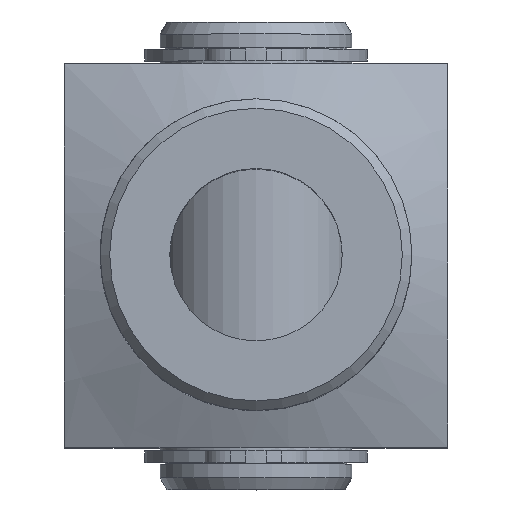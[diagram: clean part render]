
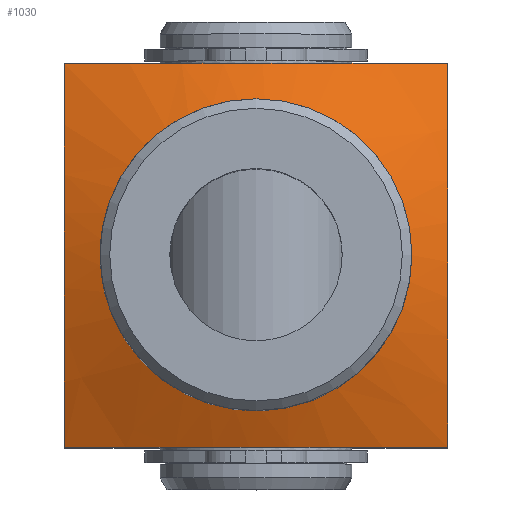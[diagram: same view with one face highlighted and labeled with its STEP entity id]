
A CAD part, top view. The second image highlights one B-rep face of the part: STEP entity #1030.
In plain terms, the highlighted conical face has half-angle 67.438 degrees and reference radius 17.814 mm.
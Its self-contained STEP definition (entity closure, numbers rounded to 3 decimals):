
#18=(
BOUNDED_CURVE()
B_SPLINE_CURVE(2,(#1664,#1665,#1666),.UNSPECIFIED.,.F.,.F.)
B_SPLINE_CURVE_WITH_KNOTS((3,3),(0.,3.247),.UNSPECIFIED.)
CURVE()
GEOMETRIC_REPRESENTATION_ITEM()
RATIONAL_B_SPLINE_CURVE((1.,1.414,1.))
REPRESENTATION_ITEM('')
);
#19=(
BOUNDED_CURVE()
B_SPLINE_CURVE(2,(#1668,#1669,#1670),.UNSPECIFIED.,.F.,.F.)
B_SPLINE_CURVE_WITH_KNOTS((3,3),(0.,3.247),.UNSPECIFIED.)
CURVE()
GEOMETRIC_REPRESENTATION_ITEM()
RATIONAL_B_SPLINE_CURVE((1.,1.414,1.))
REPRESENTATION_ITEM('')
);
#20=(
BOUNDED_CURVE()
B_SPLINE_CURVE(2,(#1672,#1673,#1674),.UNSPECIFIED.,.F.,.F.)
B_SPLINE_CURVE_WITH_KNOTS((3,3),(0.,3.247),.UNSPECIFIED.)
CURVE()
GEOMETRIC_REPRESENTATION_ITEM()
RATIONAL_B_SPLINE_CURVE((1.,1.414,1.))
REPRESENTATION_ITEM('')
);
#21=(
BOUNDED_CURVE()
B_SPLINE_CURVE(2,(#1675,#1676,#1677),.UNSPECIFIED.,.F.,.F.)
B_SPLINE_CURVE_WITH_KNOTS((3,3),(0.,3.247),.UNSPECIFIED.)
CURVE()
GEOMETRIC_REPRESENTATION_ITEM()
RATIONAL_B_SPLINE_CURVE((1.,1.414,1.))
REPRESENTATION_ITEM('')
);
#36=CONICAL_SURFACE('',#1133,17.814,67.438);
#70=FACE_BOUND('',#237,.T.);
#151=FACE_OUTER_BOUND('',#236,.T.);
#236=EDGE_LOOP('',(#836,#837,#838,#839));
#237=EDGE_LOOP('',(#840));
#420=CIRCLE('',#1134,13.);
#502=VERTEX_POINT('',#1662);
#503=VERTEX_POINT('',#1663);
#504=VERTEX_POINT('',#1667);
#505=VERTEX_POINT('',#1671);
#506=VERTEX_POINT('',#1678);
#620=EDGE_CURVE('',#502,#503,#18,.T.);
#621=EDGE_CURVE('',#504,#502,#19,.T.);
#622=EDGE_CURVE('',#505,#504,#20,.T.);
#623=EDGE_CURVE('',#503,#505,#21,.T.);
#624=EDGE_CURVE('',#506,#506,#420,.T.);
#836=ORIENTED_EDGE('',*,*,#620,.F.);
#837=ORIENTED_EDGE('',*,*,#621,.F.);
#838=ORIENTED_EDGE('',*,*,#622,.F.);
#839=ORIENTED_EDGE('',*,*,#623,.F.);
#840=ORIENTED_EDGE('',*,*,#624,.T.);
#1030=ADVANCED_FACE('',(#151,#70),#36,.T.);
#1133=AXIS2_PLACEMENT_3D('',#1661,#1383,#1384);
#1134=AXIS2_PLACEMENT_3D('',#1679,#1385,#1386);
#1383=DIRECTION('center_axis',(0.,0.,
-1.));
#1384=DIRECTION('ref_axis',(-0.707,0.707,0.));
#1385=DIRECTION('center_axis',(0.,0.,
-1.));
#1386=DIRECTION('ref_axis',(-1.,0.,0.));
#1661=CARTESIAN_POINT('Origin',(11.937,-5.329,7.781));
#1662=CARTESIAN_POINT('',(-4.063,-21.329,5.781));
#1663=CARTESIAN_POINT('',(-4.063,10.671,5.781));
#1664=CARTESIAN_POINT('Ctrl Pts',(-4.063,-21.329,5.781));
#1665=CARTESIAN_POINT('Ctrl Pts',(-4.063,-5.329,10.481));
#1666=CARTESIAN_POINT('Ctrl Pts',(-4.063,10.671,5.781));
#1667=CARTESIAN_POINT('',(27.937,-21.329,5.781));
#1668=CARTESIAN_POINT('Ctrl Pts',(27.937,-21.329,5.781));
#1669=CARTESIAN_POINT('Ctrl Pts',(11.937,-21.329,10.481));
#1670=CARTESIAN_POINT('Ctrl Pts',(-4.063,-21.329,5.781));
#1671=CARTESIAN_POINT('',(27.937,10.671,5.781));
#1672=CARTESIAN_POINT('Ctrl Pts',(27.937,10.671,5.781));
#1673=CARTESIAN_POINT('Ctrl Pts',(27.937,-5.329,10.481));
#1674=CARTESIAN_POINT('Ctrl Pts',(27.937,-21.329,5.781));
#1675=CARTESIAN_POINT('Ctrl Pts',(-4.063,10.671,5.781));
#1676=CARTESIAN_POINT('Ctrl Pts',(11.937,10.671,10.481));
#1677=CARTESIAN_POINT('Ctrl Pts',(27.937,10.671,5.781));
#1678=CARTESIAN_POINT('',(24.937,-5.329,9.781));
#1679=CARTESIAN_POINT('Origin',(11.937,-5.329,9.781));
